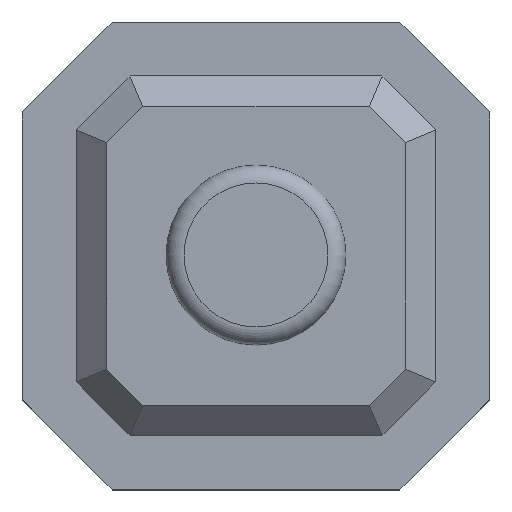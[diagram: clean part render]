
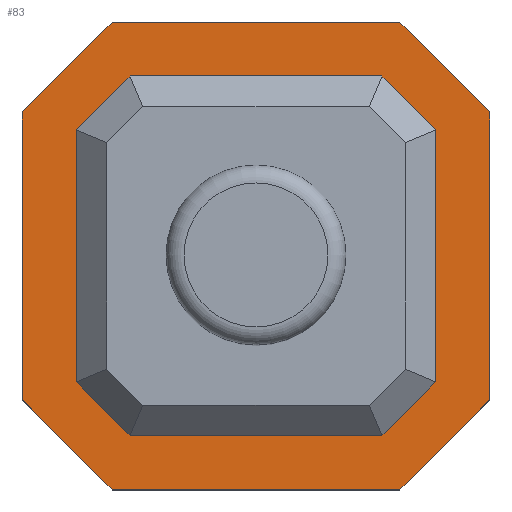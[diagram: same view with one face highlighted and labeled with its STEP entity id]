
A CAD part, top view. The second image highlights one B-rep face of the part: STEP entity #83.
In plain terms, the highlighted planar face has unit normal (0, 0, 1).
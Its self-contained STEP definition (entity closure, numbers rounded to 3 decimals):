
#47 = EDGE_CURVE('',#48,#50,#52,.T.);
#48 = VERTEX_POINT('',#49);
#49 = CARTESIAN_POINT('',(-2.6,-1.6,0.8));
#50 = VERTEX_POINT('',#51);
#51 = CARTESIAN_POINT('',(-2.6,1.6,0.8));
#52 = LINE('',#53,#54);
#53 = CARTESIAN_POINT('',(-2.6,-2.6,0.8));
#54 = VECTOR('',#55,1.);
#55 = DIRECTION('',(0.,1.,0.));
#83 = ADVANCED_FACE('',(#84),#141,.T.);
#84 = FACE_BOUND('',#85,.T.);
#85 = EDGE_LOOP('',(#86,#87,#95,#103,#111,#119,#127,#135));
#86 = ORIENTED_EDGE('',*,*,#47,.F.);
#87 = ORIENTED_EDGE('',*,*,#88,.T.);
#88 = EDGE_CURVE('',#48,#89,#91,.T.);
#89 = VERTEX_POINT('',#90);
#90 = CARTESIAN_POINT('',(-1.6,-2.6,0.8));
#91 = LINE('',#92,#93);
#92 = CARTESIAN_POINT('',(-2.1,-2.1,0.8));
#93 = VECTOR('',#94,1.);
#94 = DIRECTION('',(0.707,-0.707,0.));
#95 = ORIENTED_EDGE('',*,*,#96,.T.);
#96 = EDGE_CURVE('',#89,#97,#99,.T.);
#97 = VERTEX_POINT('',#98);
#98 = CARTESIAN_POINT('',(1.6,-2.6,0.8));
#99 = LINE('',#100,#101);
#100 = CARTESIAN_POINT('',(-2.6,-2.6,0.8));
#101 = VECTOR('',#102,1.);
#102 = DIRECTION('',(1.,0.,0.));
#103 = ORIENTED_EDGE('',*,*,#104,.F.);
#104 = EDGE_CURVE('',#105,#97,#107,.T.);
#105 = VERTEX_POINT('',#106);
#106 = CARTESIAN_POINT('',(2.6,-1.6,0.8));
#107 = LINE('',#108,#109);
#108 = CARTESIAN_POINT('',(0.8,-3.4,0.8));
#109 = VECTOR('',#110,1.);
#110 = DIRECTION('',(-0.707,-0.707,0.));
#111 = ORIENTED_EDGE('',*,*,#112,.T.);
#112 = EDGE_CURVE('',#105,#113,#115,.T.);
#113 = VERTEX_POINT('',#114);
#114 = CARTESIAN_POINT('',(2.6,1.6,0.8));
#115 = LINE('',#116,#117);
#116 = CARTESIAN_POINT('',(2.6,-2.6,0.8));
#117 = VECTOR('',#118,1.);
#118 = DIRECTION('',(0.,1.,0.));
#119 = ORIENTED_EDGE('',*,*,#120,.T.);
#120 = EDGE_CURVE('',#113,#121,#123,.T.);
#121 = VERTEX_POINT('',#122);
#122 = CARTESIAN_POINT('',(1.6,2.6,0.8));
#123 = LINE('',#124,#125);
#124 = CARTESIAN_POINT('',(2.1,2.1,0.8));
#125 = VECTOR('',#126,1.);
#126 = DIRECTION('',(-0.707,0.707,0.));
#127 = ORIENTED_EDGE('',*,*,#128,.F.);
#128 = EDGE_CURVE('',#129,#121,#131,.T.);
#129 = VERTEX_POINT('',#130);
#130 = CARTESIAN_POINT('',(-1.6,2.6,0.8));
#131 = LINE('',#132,#133);
#132 = CARTESIAN_POINT('',(-2.6,2.6,0.8));
#133 = VECTOR('',#134,1.);
#134 = DIRECTION('',(1.,0.,0.));
#135 = ORIENTED_EDGE('',*,*,#136,.F.);
#136 = EDGE_CURVE('',#50,#129,#137,.T.);
#137 = LINE('',#138,#139);
#138 = CARTESIAN_POINT('',(-3.4,0.8,0.8));
#139 = VECTOR('',#140,1.);
#140 = DIRECTION('',(0.707,0.707,-0.));
#141 = PLANE('',#142);
#142 = AXIS2_PLACEMENT_3D('',#143,#144,#145);
#143 = CARTESIAN_POINT('',(-2.6,-2.6,0.8));
#144 = DIRECTION('',(0.,0.,1.));
#145 = DIRECTION('',(1.,0.,0.));
